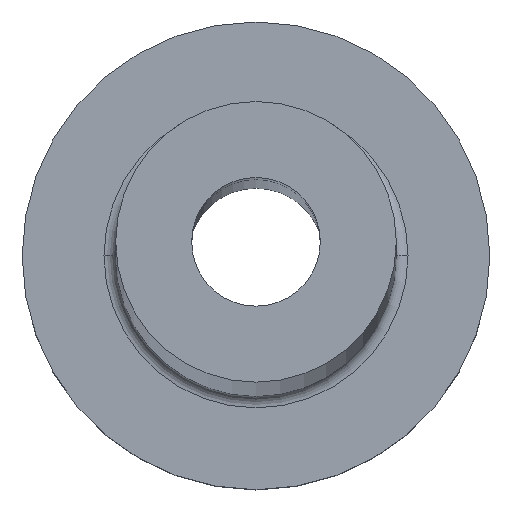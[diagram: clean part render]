
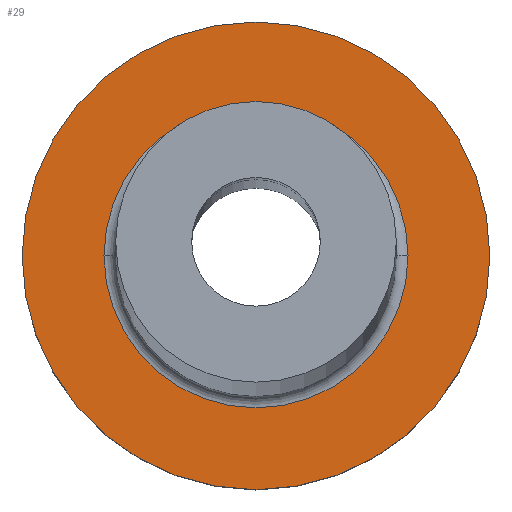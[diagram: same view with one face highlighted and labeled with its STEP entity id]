
A CAD part, top view. The second image highlights one B-rep face of the part: STEP entity #29.
In plain terms, the highlighted planar face has unit normal (0, 0, 1).
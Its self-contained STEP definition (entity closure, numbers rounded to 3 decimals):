
#6 = CARTESIAN_POINT ( 'NONE',  ( -6.5, 0., 7. ) ) ;
#16 = DIRECTION ( 'NONE',  ( 1., 0., 0. ) ) ;
#26 = CARTESIAN_POINT ( 'NONE',  ( 0., 0., 7. ) ) ;
#29 = ADVANCED_FACE ( 'NONE', ( #61, #134 ), #390, .T. ) ;
#34 = EDGE_CURVE ( 'NONE', #118, #327, #63, .T. ) ;
#41 = CARTESIAN_POINT ( 'NONE',  ( 0., 0., 7. ) ) ;
#50 = ORIENTED_EDGE ( 'NONE', *, *, #34, .T. ) ;
#61 = FACE_BOUND ( 'NONE', #78, .T. ) ;
#63 = CIRCLE ( 'NONE', #413, 6.5 ) ;
#75 = CARTESIAN_POINT ( 'NONE',  ( 0., 0., 7. ) ) ;
#78 = EDGE_LOOP ( 'NONE', ( #335, #50 ) ) ;
#84 = CIRCLE ( 'NONE', #415, 6.5 ) ;
#102 = EDGE_CURVE ( 'NONE', #192, #418, #136, .T. ) ;
#105 = CARTESIAN_POINT ( 'NONE',  ( -10., 0., 7. ) ) ;
#109 = DIRECTION ( 'NONE',  ( 1., 0., 0. ) ) ;
#118 = VERTEX_POINT ( 'NONE', #6 ) ;
#132 = EDGE_CURVE ( 'NONE', #418, #192, #440, .T. ) ;
#134 = FACE_OUTER_BOUND ( 'NONE', #308, .T. ) ;
#136 = CIRCLE ( 'NONE', #460, 10. ) ;
#138 = DIRECTION ( 'NONE',  ( 0., 0., -1. ) ) ;
#161 = CARTESIAN_POINT ( 'NONE',  ( 6.5, 0., 7. ) ) ;
#183 = DIRECTION ( 'NONE',  ( 0., 0., 1. ) ) ;
#188 = DIRECTION ( 'NONE',  ( 1., 0., 0. ) ) ;
#192 = VERTEX_POINT ( 'NONE', #105 ) ;
#196 = ORIENTED_EDGE ( 'NONE', *, *, #132, .T. ) ;
#208 = DIRECTION ( 'NONE',  ( 0., 0., 1. ) ) ;
#211 = DIRECTION ( 'NONE',  ( 1., 0., 0. ) ) ;
#218 = CARTESIAN_POINT ( 'NONE',  ( 10., 0., 7. ) ) ;
#242 = AXIS2_PLACEMENT_3D ( 'NONE', #41, #249, #188 ) ;
#249 = DIRECTION ( 'NONE',  ( 0., 0., 1. ) ) ;
#265 = ORIENTED_EDGE ( 'NONE', *, *, #102, .T. ) ;
#308 = EDGE_LOOP ( 'NONE', ( #265, #196 ) ) ;
#319 = EDGE_CURVE ( 'NONE', #327, #118, #84, .T. ) ;
#327 = VERTEX_POINT ( 'NONE', #161 ) ;
#335 = ORIENTED_EDGE ( 'NONE', *, *, #319, .T. ) ;
#339 = DIRECTION ( 'NONE',  ( 0., 0., -1. ) ) ;
#353 = CARTESIAN_POINT ( 'NONE',  ( 0., 0., 7. ) ) ;
#368 = AXIS2_PLACEMENT_3D ( 'NONE', #353, #208, #211 ) ;
#382 = DIRECTION ( 'NONE',  ( 1., 0., 0. ) ) ;
#390 = PLANE ( 'NONE',  #368 ) ;
#413 = AXIS2_PLACEMENT_3D ( 'NONE', #457, #138, #382 ) ;
#415 = AXIS2_PLACEMENT_3D ( 'NONE', #26, #339, #16 ) ;
#418 = VERTEX_POINT ( 'NONE', #218 ) ;
#440 = CIRCLE ( 'NONE', #242, 10. ) ;
#457 = CARTESIAN_POINT ( 'NONE',  ( 0., 0., 7. ) ) ;
#460 = AXIS2_PLACEMENT_3D ( 'NONE', #75, #183, #109 ) ;
